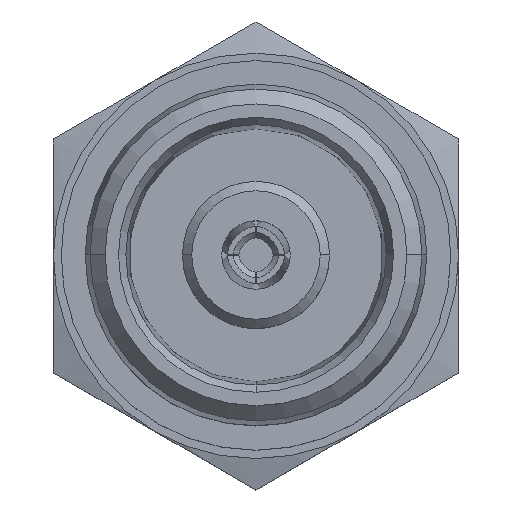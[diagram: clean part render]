
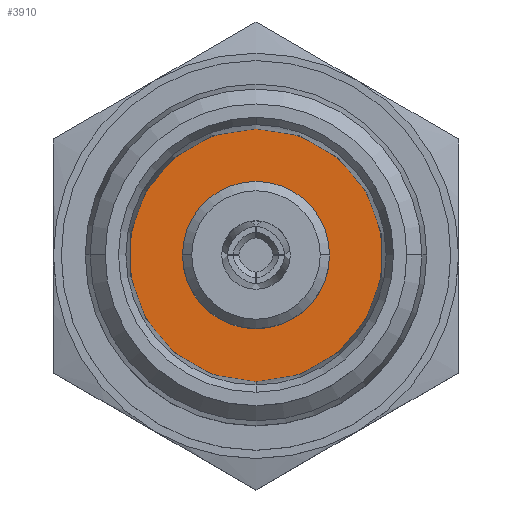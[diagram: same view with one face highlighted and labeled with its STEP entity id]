
A CAD part, top view. The second image highlights one B-rep face of the part: STEP entity #3910.
In plain terms, the highlighted planar face has unit normal (0, 0, 1).
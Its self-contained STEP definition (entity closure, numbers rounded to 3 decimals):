
#37 = CARTESIAN_POINT ( 'NONE',  ( 0., 0., -8.4 ) ) ;
#281 = CARTESIAN_POINT ( 'NONE',  ( 0., 0., -8.4 ) ) ;
#355 = EDGE_LOOP ( 'NONE', ( #2763, #2965 ) ) ;
#546 = DIRECTION ( 'NONE',  ( 0., 1., 0. ) ) ;
#671 = DIRECTION ( 'NONE',  ( 0., 0., 1. ) ) ;
#736 = DIRECTION ( 'NONE',  ( 0., 1., 0. ) ) ;
#805 = CARTESIAN_POINT ( 'NONE',  ( 0., 4.06, -8.4 ) ) ;
#983 = DIRECTION ( 'NONE',  ( 0., 1., 0. ) ) ;
#1500 = DIRECTION ( 'NONE',  ( 0., 1., 0. ) ) ;
#1683 = AXIS2_PLACEMENT_3D ( 'NONE', #4885, #671, #5594 ) ;
#1992 = ORIENTED_EDGE ( 'NONE', *, *, #2579, .F. ) ;
#2128 = EDGE_CURVE ( 'NONE', #2469, #2865, #7488, .T. ) ;
#2469 = VERTEX_POINT ( 'NONE', #6685 ) ;
#2579 = EDGE_CURVE ( 'NONE', #2865, #2469, #3327, .T. ) ;
#2635 = CARTESIAN_POINT ( 'NONE',  ( 0., -4.06, -8.4 ) ) ;
#2678 = AXIS2_PLACEMENT_3D ( 'NONE', #37, #4948, #736 ) ;
#2763 = ORIENTED_EDGE ( 'NONE', *, *, #5087, .F. ) ;
#2865 = VERTEX_POINT ( 'NONE', #5964 ) ;
#2965 = ORIENTED_EDGE ( 'NONE', *, *, #4493, .F. ) ;
#3167 = AXIS2_PLACEMENT_3D ( 'NONE', #805, #5722, #1500 ) ;
#3327 = CIRCLE ( 'NONE', #1683, 2.36 ) ;
#3416 = AXIS2_PLACEMENT_3D ( 'NONE', #281, #5212, #983 ) ;
#3910 = ADVANCED_FACE ( 'NONE', ( #4634, #8403 ), #4988, .F. ) ;
#4484 = AXIS2_PLACEMENT_3D ( 'NONE', #9004, #4761, #546 ) ;
#4493 = EDGE_CURVE ( 'NONE', #7531, #5574, #5980, .T. ) ;
#4634 = FACE_OUTER_BOUND ( 'NONE', #355, .T. ) ;
#4735 = CARTESIAN_POINT ( 'NONE',  ( 0., 4.06, -8.4 ) ) ;
#4761 = DIRECTION ( 'NONE',  ( 0., 0., -1. ) ) ;
#4885 = CARTESIAN_POINT ( 'NONE',  ( 0., 0., -8.4 ) ) ;
#4948 = DIRECTION ( 'NONE',  ( 0., 0., 1. ) ) ;
#4988 = PLANE ( 'NONE',  #3167 ) ;
#5087 = EDGE_CURVE ( 'NONE', #5574, #7531, #6168, .T. ) ;
#5212 = DIRECTION ( 'NONE',  ( 0., 0., -1. ) ) ;
#5574 = VERTEX_POINT ( 'NONE', #2635 ) ;
#5594 = DIRECTION ( 'NONE',  ( 0., 1., 0. ) ) ;
#5722 = DIRECTION ( 'NONE',  ( 0., 0., -1. ) ) ;
#5964 = CARTESIAN_POINT ( 'NONE',  ( -2.36, 0., -8.4 ) ) ;
#5980 = CIRCLE ( 'NONE', #3416, 4.06 ) ;
#6168 = CIRCLE ( 'NONE', #4484, 4.06 ) ;
#6685 = CARTESIAN_POINT ( 'NONE',  ( 2.36, 0., -8.4 ) ) ;
#7429 = EDGE_LOOP ( 'NONE', ( #8844, #1992 ) ) ;
#7488 = CIRCLE ( 'NONE', #2678, 2.36 ) ;
#7531 = VERTEX_POINT ( 'NONE', #4735 ) ;
#8403 = FACE_BOUND ( 'NONE', #7429, .T. ) ;
#8844 = ORIENTED_EDGE ( 'NONE', *, *, #2128, .F. ) ;
#9004 = CARTESIAN_POINT ( 'NONE',  ( 0., 0., -8.4 ) ) ;
